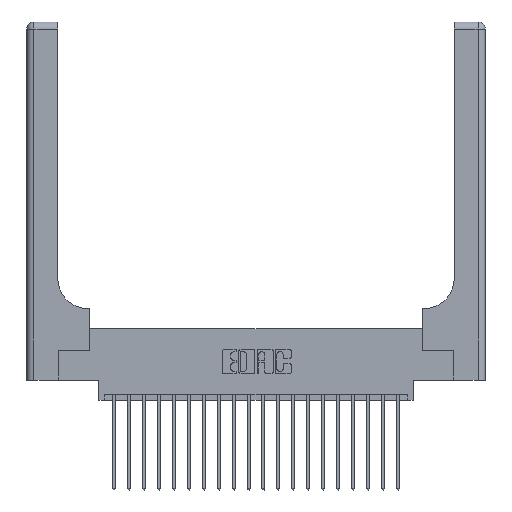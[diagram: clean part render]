
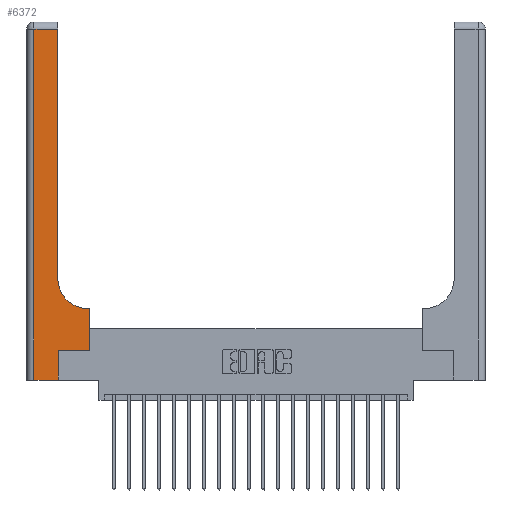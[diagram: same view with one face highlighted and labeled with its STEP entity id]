
A CAD part, top view. The second image highlights one B-rep face of the part: STEP entity #6372.
In plain terms, the highlighted planar face has unit normal (0, 0, 1).
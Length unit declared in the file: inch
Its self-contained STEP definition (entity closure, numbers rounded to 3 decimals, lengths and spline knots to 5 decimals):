
#484 = VECTOR ( 'NONE', #9461, 39.37008 ) ;
#614 = DIRECTION ( 'NONE',  ( 0., 1., 0. ) ) ;
#1226 = CARTESIAN_POINT ( 'NONE',  ( 0.06, 3., 0.37 ) ) ;
#1911 = CARTESIAN_POINT ( 'NONE',  ( 0.51, 0.85, 0.37 ) ) ;
#2015 = CARTESIAN_POINT ( 'NONE',  ( 0.265, 0.25, 0.37 ) ) ;
#2603 = VECTOR ( 'NONE', #614, 39.37008 ) ;
#2624 = DIRECTION ( 'NONE',  ( -1., 0., 0. ) ) ;
#2861 = DIRECTION ( 'NONE',  ( 1., 0., 0. ) ) ;
#3586 = ORIENTED_EDGE ( 'NONE', *, *, #21134, .T. ) ;
#3603 = CARTESIAN_POINT ( 'NONE',  ( 0., 2.94, 0.37 ) ) ;
#3632 = DIRECTION ( 'NONE',  ( 1., 0., 0. ) ) ;
#3688 = CARTESIAN_POINT ( 'NONE',  ( 0.26, 2.94, 0.37 ) ) ;
#3921 = EDGE_CURVE ( 'NONE', #11131, #17675, #19772, .T. ) ;
#4009 = CARTESIAN_POINT ( 'NONE',  ( 0.528, 0.25, 0.37 ) ) ;
#4197 = CARTESIAN_POINT ( 'NONE',  ( 0., 3., 0.37 ) ) ;
#4325 = VECTOR ( 'NONE', #2861, 39.37008 ) ;
#4442 = VECTOR ( 'NONE', #13915, 39.37008 ) ;
#4888 = VERTEX_POINT ( 'NONE', #10509 ) ;
#5012 = LINE ( 'NONE', #1226, #484 ) ;
#5148 = EDGE_CURVE ( 'NONE', #12032, #20092, #6980, .T. ) ;
#5703 = CARTESIAN_POINT ( 'NONE',  ( 0.528, 0.6, 0.37 ) ) ;
#6006 = DIRECTION ( 'NONE',  ( 0., 1., 0. ) ) ;
#6372 = ADVANCED_FACE ( 'NONE', ( #11995 ), #9211, .F. ) ;
#6460 = CARTESIAN_POINT ( 'NONE',  ( 0., 0., 0.37 ) ) ;
#6770 = VECTOR ( 'NONE', #6006, 39.37008 ) ;
#6980 = LINE ( 'NONE', #6460, #19979 ) ;
#7047 = LINE ( 'NONE', #4009, #2603 ) ;
#7833 = LINE ( 'NONE', #3603, #9360 ) ;
#8218 = EDGE_CURVE ( 'NONE', #16701, #4888, #8691, .T. ) ;
#8533 = ORIENTED_EDGE ( 'NONE', *, *, #20580, .T. ) ;
#8617 = DIRECTION ( 'NONE',  ( -1., 0., 0. ) ) ;
#8691 = LINE ( 'NONE', #15894, #4325 ) ;
#9211 = PLANE ( 'NONE',  #21354 ) ;
#9360 = VECTOR ( 'NONE', #15041, 39.37008 ) ;
#9461 = DIRECTION ( 'NONE',  ( 0., -1., 0. ) ) ;
#10509 = CARTESIAN_POINT ( 'NONE',  ( 0.528, 0.25, 0.37 ) ) ;
#10598 = EDGE_CURVE ( 'NONE', #15580, #12032, #5012, .T. ) ;
#11041 = ORIENTED_EDGE ( 'NONE', *, *, #16938, .T. ) ;
#11113 = EDGE_CURVE ( 'NONE', #17675, #15580, #7833, .T. ) ;
#11131 = VERTEX_POINT ( 'NONE', #16675 ) ;
#11911 = ORIENTED_EDGE ( 'NONE', *, *, #11113, .T. ) ;
#11995 = FACE_OUTER_BOUND ( 'NONE', #20771, .T. ) ;
#12032 = VERTEX_POINT ( 'NONE', #16127 ) ;
#12243 = EDGE_CURVE ( 'NONE', #15719, #11131, #15662, .T. ) ;
#12260 = CARTESIAN_POINT ( 'NONE',  ( 0.265, 0., 0.37 ) ) ;
#12463 = DIRECTION ( 'NONE',  ( 0., 0., -1. ) ) ;
#13426 = DIRECTION ( 'NONE',  ( 0., 0., -1. ) ) ;
#13497 = CARTESIAN_POINT ( 'NONE',  ( 0.06, 2.94, 0.37 ) ) ;
#13707 = ORIENTED_EDGE ( 'NONE', *, *, #3921, .T. ) ;
#13915 = DIRECTION ( 'NONE',  ( 0., 1., 0. ) ) ;
#14088 = ORIENTED_EDGE ( 'NONE', *, *, #8218, .T. ) ;
#14404 = VERTEX_POINT ( 'NONE', #5703 ) ;
#15041 = DIRECTION ( 'NONE',  ( -1., 0., 0. ) ) ;
#15580 = VERTEX_POINT ( 'NONE', #13497 ) ;
#15582 = LINE ( 'NONE', #20017, #16087 ) ;
#15662 = CIRCLE ( 'NONE', #16621, 0.25 ) ;
#15719 = VERTEX_POINT ( 'NONE', #18729 ) ;
#15894 = CARTESIAN_POINT ( 'NONE',  ( 0.265, 0.25, 0.37 ) ) ;
#16005 = CARTESIAN_POINT ( 'NONE',  ( 0.265, 0., 0.37 ) ) ;
#16082 = ORIENTED_EDGE ( 'NONE', *, *, #10598, .T. ) ;
#16087 = VECTOR ( 'NONE', #8617, 39.37008 ) ;
#16113 = DIRECTION ( 'NONE',  ( 1., 0., 0. ) ) ;
#16127 = CARTESIAN_POINT ( 'NONE',  ( 0.06, 0., 0.37 ) ) ;
#16621 = AXIS2_PLACEMENT_3D ( 'NONE', #1911, #13426, #3632 ) ;
#16675 = CARTESIAN_POINT ( 'NONE',  ( 0.26, 0.85, 0.37 ) ) ;
#16701 = VERTEX_POINT ( 'NONE', #2015 ) ;
#16872 = ORIENTED_EDGE ( 'NONE', *, *, #5148, .T. ) ;
#16938 = EDGE_CURVE ( 'NONE', #14404, #15719, #15582, .T. ) ;
#17405 = CARTESIAN_POINT ( 'NONE',  ( 0.26, 3., 0.37 ) ) ;
#17466 = ORIENTED_EDGE ( 'NONE', *, *, #12243, .T. ) ;
#17474 = LINE ( 'NONE', #12260, #4442 ) ;
#17675 = VERTEX_POINT ( 'NONE', #3688 ) ;
#18729 = CARTESIAN_POINT ( 'NONE',  ( 0.51, 0.6, 0.37 ) ) ;
#19772 = LINE ( 'NONE', #17405, #6770 ) ;
#19979 = VECTOR ( 'NONE', #16113, 39.37008 ) ;
#20017 = CARTESIAN_POINT ( 'NONE',  ( 0.26, 0.6, 0.37 ) ) ;
#20092 = VERTEX_POINT ( 'NONE', #16005 ) ;
#20580 = EDGE_CURVE ( 'NONE', #4888, #14404, #7047, .T. ) ;
#20771 = EDGE_LOOP ( 'NONE', ( #13707, #11911, #16082, #16872, #3586, #14088, #8533, #11041, #17466 ) ) ;
#21134 = EDGE_CURVE ( 'NONE', #20092, #16701, #17474, .T. ) ;
#21354 = AXIS2_PLACEMENT_3D ( 'NONE', #4197, #12463, #2624 ) ;
